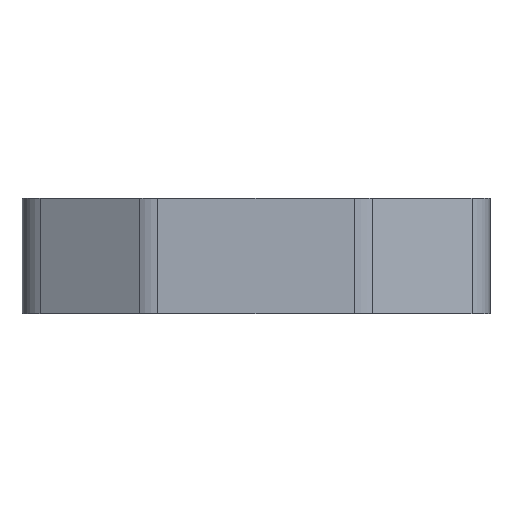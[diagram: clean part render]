
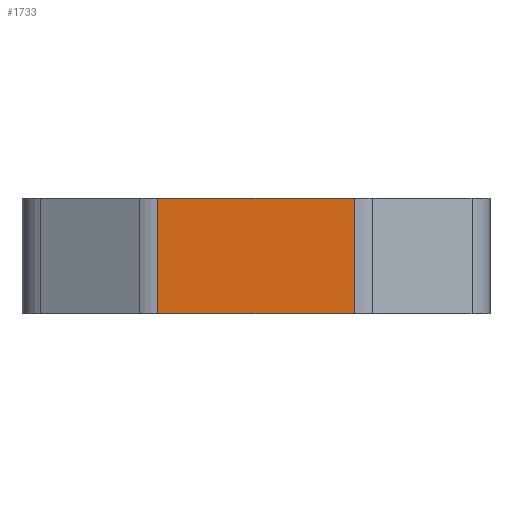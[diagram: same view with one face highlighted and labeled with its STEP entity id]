
A CAD part, left-side view. The second image highlights one B-rep face of the part: STEP entity #1733.
In plain terms, the highlighted planar face has unit normal (-1, 0, 0).
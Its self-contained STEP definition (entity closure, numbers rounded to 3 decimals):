
#56 = VECTOR ( 'NONE', #1238, 1000. ) ;
#194 = VECTOR ( 'NONE', #2427, 1000. ) ;
#274 = LINE ( 'NONE', #2449, #194 ) ;
#402 = DIRECTION ( 'NONE',  ( 0., 1., 0. ) ) ;
#431 = EDGE_CURVE ( 'NONE', #2071, #2165, #581, .T. ) ;
#581 = LINE ( 'NONE', #1211, #725 ) ;
#725 = VECTOR ( 'NONE', #799, 1000. ) ;
#799 = DIRECTION ( 'NONE',  ( 0., 1., 0. ) ) ;
#917 = CARTESIAN_POINT ( 'NONE',  ( -14.5, 36.16, 16. ) ) ;
#1127 = VERTEX_POINT ( 'NONE', #917 ) ;
#1211 = CARTESIAN_POINT ( 'NONE',  ( -14.5, -10., 0. ) ) ;
#1224 = ORIENTED_EDGE ( 'NONE', *, *, #2595, .T. ) ;
#1238 = DIRECTION ( 'NONE',  ( 0., 0., -1. ) ) ;
#1252 = DIRECTION ( 'NONE',  ( 1., 0., 0. ) ) ;
#1263 = LINE ( 'NONE', #1443, #56 ) ;
#1302 = ORIENTED_EDGE ( 'NONE', *, *, #431, .F. ) ;
#1309 = LINE ( 'NONE', #1718, #1830 ) ;
#1443 = CARTESIAN_POINT ( 'NONE',  ( -14.5, 36.16, 0. ) ) ;
#1463 = CARTESIAN_POINT ( 'NONE',  ( -14.5, -10., 0. ) ) ;
#1572 = VERTEX_POINT ( 'NONE', #1577 ) ;
#1577 = CARTESIAN_POINT ( 'NONE',  ( -14.5, 8.84, 16. ) ) ;
#1718 = CARTESIAN_POINT ( 'NONE',  ( -14.5, -10., 16. ) ) ;
#1733 = ADVANCED_FACE ( 'NONE', ( #2477 ), #2711, .F. ) ;
#1764 = EDGE_CURVE ( 'NONE', #1127, #2165, #1263, .T. ) ;
#1774 = CARTESIAN_POINT ( 'NONE',  ( -14.5, 8.84, 0. ) ) ;
#1830 = VECTOR ( 'NONE', #2107, 1000. ) ;
#1892 = ORIENTED_EDGE ( 'NONE', *, *, #1764, .T. ) ;
#1908 = EDGE_LOOP ( 'NONE', ( #1302, #2226, #1224, #1892 ) ) ;
#2057 = EDGE_CURVE ( 'NONE', #2071, #1572, #274, .T. ) ;
#2071 = VERTEX_POINT ( 'NONE', #1774 ) ;
#2107 = DIRECTION ( 'NONE',  ( 0., 1., 0. ) ) ;
#2165 = VERTEX_POINT ( 'NONE', #2257 ) ;
#2226 = ORIENTED_EDGE ( 'NONE', *, *, #2057, .T. ) ;
#2257 = CARTESIAN_POINT ( 'NONE',  ( -14.5, 36.16, 0. ) ) ;
#2427 = DIRECTION ( 'NONE',  ( 0., 0., 1. ) ) ;
#2449 = CARTESIAN_POINT ( 'NONE',  ( -14.5, 8.84, 0. ) ) ;
#2460 = AXIS2_PLACEMENT_3D ( 'NONE', #1463, #1252, #402 ) ;
#2477 = FACE_OUTER_BOUND ( 'NONE', #1908, .T. ) ;
#2595 = EDGE_CURVE ( 'NONE', #1572, #1127, #1309, .T. ) ;
#2711 = PLANE ( 'NONE',  #2460 ) ;
